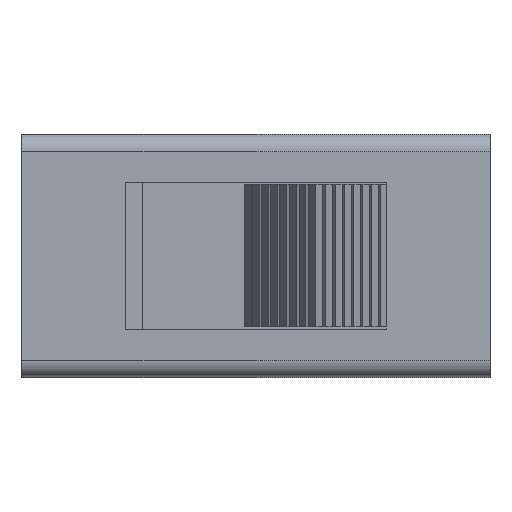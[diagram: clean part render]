
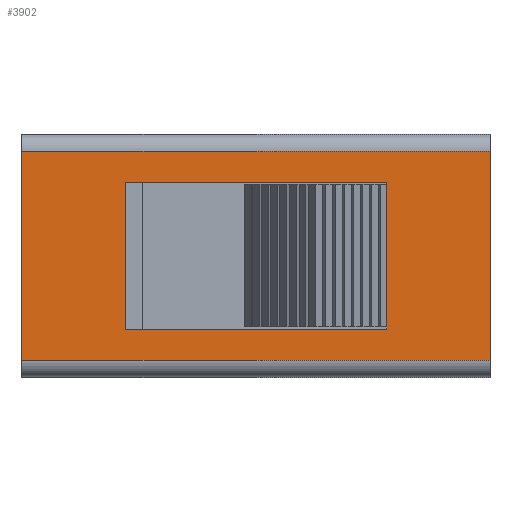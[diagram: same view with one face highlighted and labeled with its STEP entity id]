
A CAD part, top view. The second image highlights one B-rep face of the part: STEP entity #3902.
In plain terms, the highlighted planar face has unit normal (0, 0, 1).
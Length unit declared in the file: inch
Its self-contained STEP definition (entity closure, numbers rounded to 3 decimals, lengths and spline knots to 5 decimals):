
#21=FACE_BOUND('',#390,.T.);
#184=FACE_OUTER_BOUND('',#389,.T.);
#389=EDGE_LOOP('',(#3161,#3162,#3163,#3164));
#390=EDGE_LOOP('',(#3165,#3166,#3167,#3168,#3169,#3170));
#610=LINE('',#5996,#1083);
#755=LINE('',#6295,#1228);
#758=LINE('',#6300,#1231);
#819=LINE('',#6445,#1292);
#836=LINE('',#6488,#1309);
#840=LINE('',#6496,#1313);
#848=LINE('',#6511,#1321);
#849=LINE('',#6513,#1322);
#850=LINE('',#6515,#1323);
#851=LINE('',#6516,#1324);
#1083=VECTOR('',#4451,0.3937);
#1228=VECTOR('',#4700,0.3937);
#1231=VECTOR('',#4705,0.3937);
#1292=VECTOR('',#4816,0.3937);
#1309=VECTOR('',#4847,0.3937);
#1313=VECTOR('',#4853,0.3937);
#1321=VECTOR('',#4865,0.3937);
#1322=VECTOR('',#4866,0.3937);
#1323=VECTOR('',#4867,0.3937);
#1324=VECTOR('',#4868,0.3937);
#1617=VERTEX_POINT('',#5994);
#1618=VERTEX_POINT('',#5995);
#1720=VERTEX_POINT('',#6294);
#1721=VERTEX_POINT('',#6298);
#1779=VERTEX_POINT('',#6442);
#1780=VERTEX_POINT('',#6444);
#1798=VERTEX_POINT('',#6484);
#1802=VERTEX_POINT('',#6495);
#1808=VERTEX_POINT('',#6512);
#1809=VERTEX_POINT('',#6514);
#2042=EDGE_CURVE('',#1617,#1618,#610,.T.);
#2190=EDGE_CURVE('',#1720,#1617,#755,.T.);
#2193=EDGE_CURVE('',#1618,#1721,#758,.T.);
#2266=EDGE_CURVE('',#1779,#1780,#819,.T.);
#2288=EDGE_CURVE('',#1780,#1798,#836,.T.);
#2292=EDGE_CURVE('',#1798,#1802,#840,.T.);
#2301=EDGE_CURVE('',#1802,#1779,#848,.T.);
#2302=EDGE_CURVE('',#1721,#1808,#849,.T.);
#2303=EDGE_CURVE('',#1808,#1809,#850,.T.);
#2304=EDGE_CURVE('',#1809,#1720,#851,.T.);
#3161=ORIENTED_EDGE('',*,*,#2288,.F.);
#3162=ORIENTED_EDGE('',*,*,#2266,.F.);
#3163=ORIENTED_EDGE('',*,*,#2301,.F.);
#3164=ORIENTED_EDGE('',*,*,#2292,.F.);
#3165=ORIENTED_EDGE('',*,*,#2190,.T.);
#3166=ORIENTED_EDGE('',*,*,#2042,.T.);
#3167=ORIENTED_EDGE('',*,*,#2193,.T.);
#3168=ORIENTED_EDGE('',*,*,#2302,.T.);
#3169=ORIENTED_EDGE('',*,*,#2303,.T.);
#3170=ORIENTED_EDGE('',*,*,#2304,.T.);
#3708=PLANE('',#4152);
#3902=ADVANCED_FACE('',(#184,#21),#3708,.T.);
#4152=AXIS2_PLACEMENT_3D('',#6510,#4863,#4864);
#4451=DIRECTION('',(0.,-1.,0.));
#4700=DIRECTION('',(0.,-1.,0.));
#4705=DIRECTION('',(0.,-1.,0.));
#4816=DIRECTION('',(0.,1.,0.));
#4847=DIRECTION('',(1.,0.,0.));
#4853=DIRECTION('',(0.,-1.,0.));
#4863=DIRECTION('center_axis',(0.,0.,
1.));
#4864=DIRECTION('ref_axis',(1.,0.,0.));
#4865=DIRECTION('',(-1.,0.,0.));
#4866=DIRECTION('',(-1.,0.,0.));
#4867=DIRECTION('',(0.,1.,0.));
#4868=DIRECTION('',(1.,0.,0.));
#5994=CARTESIAN_POINT('',(0.13976,0.07598,0.25));
#5995=CARTESIAN_POINT('',(0.13976,-0.07598,0.25));
#5996=CARTESIAN_POINT('',(0.13976,0.03937,0.25));
#6294=CARTESIAN_POINT('',(0.13976,0.07874,0.25));
#6295=CARTESIAN_POINT('',(0.13976,0.03937,0.25));
#6298=CARTESIAN_POINT('',(0.13976,-0.07874,0.25));
#6300=CARTESIAN_POINT('',(0.13976,0.03937,0.25));
#6442=CARTESIAN_POINT('',(-0.25,-0.11181,0.25));
#6444=CARTESIAN_POINT('',(-0.25,0.11181,0.25));
#6445=CARTESIAN_POINT('',(-0.25,-0.12992,0.25));
#6484=CARTESIAN_POINT('',(0.25,0.11181,0.25));
#6488=CARTESIAN_POINT('',(-0.125,0.11181,0.25));
#6495=CARTESIAN_POINT('',(0.25,-0.11181,0.25));
#6496=CARTESIAN_POINT('',(0.25,0.12992,0.25));
#6510=CARTESIAN_POINT('Origin',(0.,0.,
0.25));
#6511=CARTESIAN_POINT('',(0.125,-0.11181,0.25));
#6512=CARTESIAN_POINT('',(-0.13976,-0.07874,0.25));
#6513=CARTESIAN_POINT('',(0.06988,-0.07874,0.25));
#6514=CARTESIAN_POINT('',(-0.13976,0.07874,0.25));
#6515=CARTESIAN_POINT('',(-0.13976,-0.03937,0.25));
#6516=CARTESIAN_POINT('',(-0.06988,0.07874,0.25));
